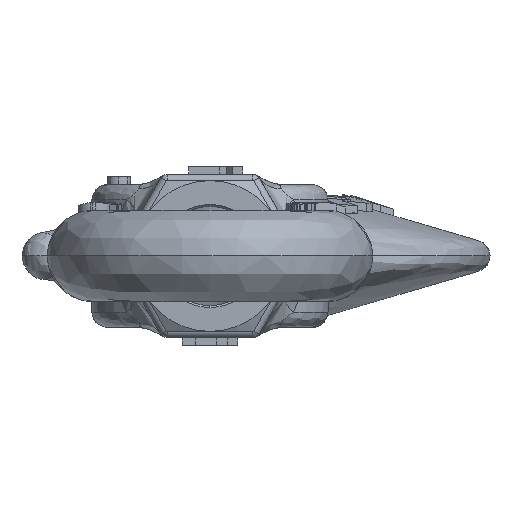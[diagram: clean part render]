
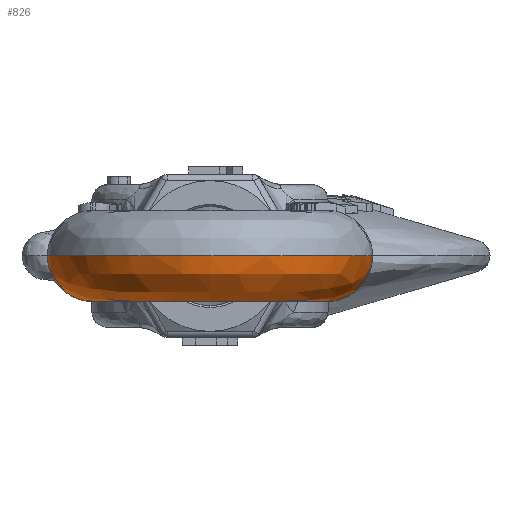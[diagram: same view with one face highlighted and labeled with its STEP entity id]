
A CAD part, left-side view. The second image highlights one B-rep face of the part: STEP entity #826.
In plain terms, the highlighted free-form (B-spline) face has degree [3, 3] with [4, 4] control points.
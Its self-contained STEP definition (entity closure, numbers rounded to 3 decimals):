
#826=ADVANCED_FACE('',(#1838),#1839,.T.);
#1838=FACE_OUTER_BOUND('',#13520,.T.);
#1839=(B_SPLINE_SURFACE(3,3,((#13522,#13523,#13524,#13525),(#13526,#13527,#13528,#13529),(#13530,#13531,#13532,#13533),(#13534,#13535,#13536,#13537)),.UNSPECIFIED.,.F.,.F.,.F.)B_SPLINE_SURFACE_WITH_KNOTS((4,4),(4,4),(0.0,1.0),(0.0,1.0),.UNSPECIFIED.)RATIONAL_B_SPLINE_SURFACE(((1.0,0.334,0.334,1.0),(0.333,0.111,0.111,0.333),(0.333,0.111,0.111,0.333),(1.0,0.334,0.334,1.0)))BOUNDED_SURFACE()REPRESENTATION_ITEM('')GEOMETRIC_REPRESENTATION_ITEM()SURFACE());
#13520=EDGE_LOOP('',(#17663,#17664,#17665,#17666));
#13522=CARTESIAN_POINT('',(-147.688,33.615,-11.988));
#13523=CARTESIAN_POINT('',(-188.608,33.575,-11.988));
#13524=CARTESIAN_POINT('',(-188.608,-7.345,-11.988));
#13525=CARTESIAN_POINT('',(-147.688,-7.385,-11.988));
#13526=CARTESIAN_POINT('',(-147.688,33.615,-23.488));
#13527=CARTESIAN_POINT('',(-188.608,33.575,-23.488));
#13528=CARTESIAN_POINT('',(-188.608,-7.345,-23.488));
#13529=CARTESIAN_POINT('',(-147.688,-7.385,-23.488));
#13530=CARTESIAN_POINT('',(-147.676,22.115,-23.488));
#13531=CARTESIAN_POINT('',(-165.641,22.098,-23.488));
#13532=CARTESIAN_POINT('',(-165.641,4.133,-23.488));
#13533=CARTESIAN_POINT('',(-147.676,4.115,-23.488));
#13534=CARTESIAN_POINT('',(-147.676,22.115,-11.988));
#13535=CARTESIAN_POINT('',(-165.641,22.098,-11.988));
#13536=CARTESIAN_POINT('',(-165.641,4.133,-11.988));
#13537=CARTESIAN_POINT('',(-147.676,4.115,-11.988));
#17663=ORIENTED_EDGE('',*,*,#20031,.F.);
#17664=ORIENTED_EDGE('',*,*,#20032,.T.);
#17665=ORIENTED_EDGE('',*,*,#20033,.F.);
#17666=ORIENTED_EDGE('',*,*,#20034,.F.);
#20031=EDGE_CURVE('',#22303,#22302,#22388,.T.);
#20032=EDGE_CURVE('',#22303,#22219,#22389,.T.);
#20033=EDGE_CURVE('',#22221,#22219,#22390,.T.);
#20034=EDGE_CURVE('',#22302,#22221,#22391,.T.);
#22219=VERTEX_POINT('',#31100);
#22221=VERTEX_POINT('',#31102);
#22302=VERTEX_POINT('',#31360);
#22303=VERTEX_POINT('',#31361);
#22388=CIRCLE('',#31679,5.75);
#22389=CIRCLE('',#31680,9.0);
#22390=CIRCLE('',#31681,5.75);
#22391=CIRCLE('',#31682,20.5);
#31100=CARTESIAN_POINT('',(-147.676,4.115,-11.988));
#31102=CARTESIAN_POINT('',(-147.688,-7.385,-11.988));
#31360=CARTESIAN_POINT('',(-147.688,33.615,-11.988));
#31361=CARTESIAN_POINT('',(-147.676,22.115,-11.988));
#31679=AXIS2_PLACEMENT_3D('',#34080,#34081,#34082);
#31680=AXIS2_PLACEMENT_3D('',#34083,#34084,#34085);
#31681=AXIS2_PLACEMENT_3D('',#34086,#34087,#34088);
#31682=AXIS2_PLACEMENT_3D('',#34089,#34090,#34091);
#34080=CARTESIAN_POINT('',(-147.682,27.865,-11.988));
#34081=DIRECTION('',(1.,0.001,0.0));
#34082=DIRECTION('',(-0.001,1.,0.0));
#34083=CARTESIAN_POINT('',(-147.668,13.115,-11.988));
#34084=DIRECTION('',(0.0,0.0,1.0));
#34085=DIRECTION('',(1.0,0.0,0.0));
#34086=CARTESIAN_POINT('',(-147.682,-1.635,-11.988));
#34087=DIRECTION('',(1.,-0.001,0.0));
#34088=DIRECTION('',(-0.001,-1.,0.0));
#34089=CARTESIAN_POINT('',(-147.668,13.115,-11.988));
#34090=DIRECTION('',(0.0,0.0,1.0));
#34091=DIRECTION('',(1.0,0.0,0.0));
